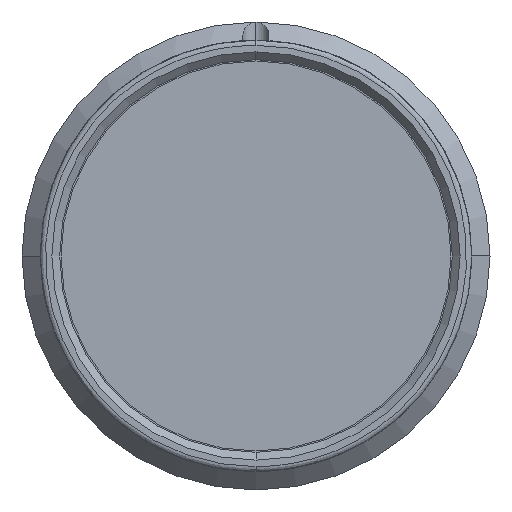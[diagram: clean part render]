
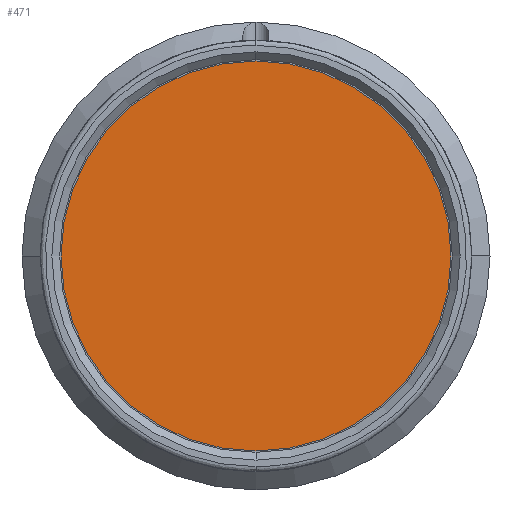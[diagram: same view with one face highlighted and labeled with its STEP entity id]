
A CAD part, left-side view. The second image highlights one B-rep face of the part: STEP entity #471.
In plain terms, the highlighted planar face has unit normal (-1, 0, 0).
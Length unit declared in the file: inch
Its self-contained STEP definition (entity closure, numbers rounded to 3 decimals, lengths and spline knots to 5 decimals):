
#89 = CARTESIAN_POINT ( 'NONE',  ( -0.27362, 0., 0.29528 ) ) ;
#176 = DIRECTION ( 'NONE',  ( 0., 0., 1. ) ) ;
#346 = EDGE_LOOP ( 'NONE', ( #453, #1637 ) ) ;
#453 = ORIENTED_EDGE ( 'NONE', *, *, #2836, .F. ) ;
#471 = ADVANCED_FACE ( 'NONE', ( #3985 ), #5736, .T. ) ;
#565 = DIRECTION ( 'NONE',  ( 0., 0., 1. ) ) ;
#617 = DIRECTION ( 'NONE',  ( -1., 0., 0. ) ) ;
#1235 = DIRECTION ( 'NONE',  ( 1., 0., 0. ) ) ;
#1637 = ORIENTED_EDGE ( 'NONE', *, *, #2398, .F. ) ;
#1921 = CARTESIAN_POINT ( 'NONE',  ( -0.27362, 0., 0.29528 ) ) ;
#2362 = DIRECTION ( 'NONE',  ( 1., 0., 0. ) ) ;
#2398 = EDGE_CURVE ( 'NONE', #7308, #4474, #6603, .T. ) ;
#2425 = CARTESIAN_POINT ( 'NONE',  ( -0.27362, 0., -0.29528 ) ) ;
#2471 = AXIS2_PLACEMENT_3D ( 'NONE', #89, #617, #6875 ) ;
#2836 = EDGE_CURVE ( 'NONE', #4474, #7308, #4001, .T. ) ;
#3578 = CARTESIAN_POINT ( 'NONE',  ( -0.27362, 0., 0. ) ) ;
#3985 = FACE_OUTER_BOUND ( 'NONE', #346, .T. ) ;
#4001 = CIRCLE ( 'NONE', #4215, 0.29528 ) ;
#4215 = AXIS2_PLACEMENT_3D ( 'NONE', #4582, #2362, #565 ) ;
#4474 = VERTEX_POINT ( 'NONE', #1921 ) ;
#4582 = CARTESIAN_POINT ( 'NONE',  ( -0.27362, 0., 0. ) ) ;
#5736 = PLANE ( 'NONE',  #2471 ) ;
#6603 = CIRCLE ( 'NONE', #7333, 0.29528 ) ;
#6875 = DIRECTION ( 'NONE',  ( 0., 0., -1. ) ) ;
#7308 = VERTEX_POINT ( 'NONE', #2425 ) ;
#7333 = AXIS2_PLACEMENT_3D ( 'NONE', #3578, #1235, #176 ) ;
